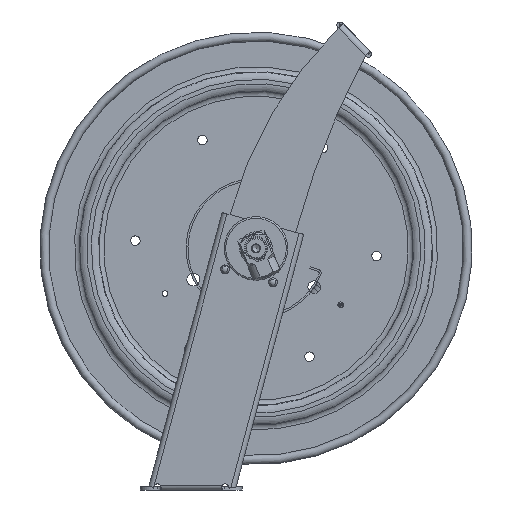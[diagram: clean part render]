
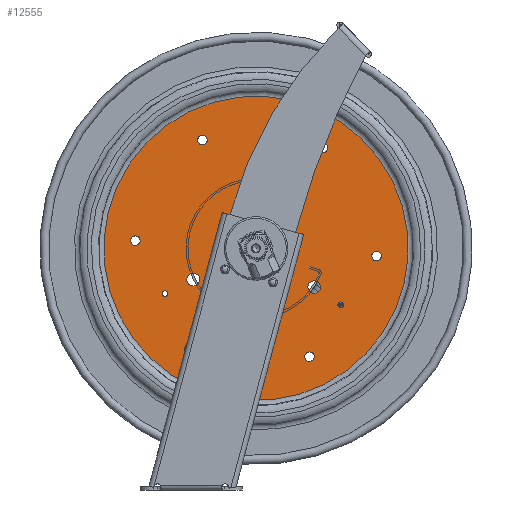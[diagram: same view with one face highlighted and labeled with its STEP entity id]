
A CAD part, left-side view. The second image highlights one B-rep face of the part: STEP entity #12555.
In plain terms, the highlighted planar face has unit normal (-1, 0, 0).
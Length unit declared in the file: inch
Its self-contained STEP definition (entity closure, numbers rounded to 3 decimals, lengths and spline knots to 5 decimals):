
#287=FACE_BOUND('',#2016,.T.);
#288=FACE_BOUND('',#2017,.T.);
#289=FACE_BOUND('',#2018,.T.);
#290=FACE_BOUND('',#2019,.T.);
#291=FACE_BOUND('',#2020,.T.);
#292=FACE_BOUND('',#2021,.T.);
#293=FACE_BOUND('',#2022,.T.);
#294=FACE_BOUND('',#2023,.T.);
#295=FACE_BOUND('',#2024,.T.);
#296=FACE_BOUND('',#2025,.T.);
#297=FACE_BOUND('',#2026,.T.);
#298=FACE_BOUND('',#2027,.T.);
#299=FACE_BOUND('',#2028,.T.);
#730=PLANE('',#13986);
#1300=FACE_OUTER_BOUND('',#2015,.T.);
#2015=EDGE_LOOP('',(#10735,#10736));
#2016=EDGE_LOOP('',(#10737));
#2017=EDGE_LOOP('',(#10738));
#2018=EDGE_LOOP('',(#10739));
#2019=EDGE_LOOP('',(#10740));
#2020=EDGE_LOOP('',(#10741));
#2021=EDGE_LOOP('',(#10742));
#2022=EDGE_LOOP('',(#10743));
#2023=EDGE_LOOP('',(#10744));
#2024=EDGE_LOOP('',(#10745));
#2025=EDGE_LOOP('',(#10746));
#2026=EDGE_LOOP('',(#10747));
#2027=EDGE_LOOP('',(#10748));
#2028=EDGE_LOOP('',(#10749));
#2852=CIRCLE('',#13941,0.25);
#2853=CIRCLE('',#13943,0.25);
#2854=CIRCLE('',#13945,0.25);
#2855=CIRCLE('',#13947,0.1095);
#2856=CIRCLE('',#13949,0.1875);
#2857=CIRCLE('',#13951,0.1875);
#2858=CIRCLE('',#13953,0.1875);
#2859=CIRCLE('',#13955,0.1875);
#2860=CIRCLE('',#13957,0.1875);
#2861=CIRCLE('',#13959,0.1875);
#2862=CIRCLE('',#13961,0.1095);
#2863=CIRCLE('',#13963,0.1095);
#2880=CIRCLE('',#13987,5.98319);
#2881=CIRCLE('',#13988,5.98319);
#2882=CIRCLE('',#13989,0.5625);
#5789=VERTEX_POINT('',#25065);
#5790=VERTEX_POINT('',#25069);
#5791=VERTEX_POINT('',#25073);
#5792=VERTEX_POINT('',#25077);
#5793=VERTEX_POINT('',#25081);
#5794=VERTEX_POINT('',#25085);
#5795=VERTEX_POINT('',#25089);
#5796=VERTEX_POINT('',#25093);
#5797=VERTEX_POINT('',#25097);
#5798=VERTEX_POINT('',#25101);
#5799=VERTEX_POINT('',#25105);
#5800=VERTEX_POINT('',#25109);
#5813=VERTEX_POINT('',#25147);
#5814=VERTEX_POINT('',#25148);
#5815=VERTEX_POINT('',#25151);
#7597=EDGE_CURVE('',#5789,#5789,#2852,.T.);
#7599=EDGE_CURVE('',#5790,#5790,#2853,.T.);
#7601=EDGE_CURVE('',#5791,#5791,#2854,.T.);
#7603=EDGE_CURVE('',#5792,#5792,#2855,.T.);
#7604=EDGE_CURVE('',#5793,#5793,#2856,.T.);
#7606=EDGE_CURVE('',#5794,#5794,#2857,.T.);
#7608=EDGE_CURVE('',#5795,#5795,#2858,.T.);
#7610=EDGE_CURVE('',#5796,#5796,#2859,.T.);
#7612=EDGE_CURVE('',#5797,#5797,#2860,.T.);
#7614=EDGE_CURVE('',#5798,#5798,#2861,.T.);
#7617=EDGE_CURVE('',#5799,#5799,#2862,.T.);
#7619=EDGE_CURVE('',#5800,#5800,#2863,.T.);
#7636=EDGE_CURVE('',#5813,#5814,#2880,.T.);
#7637=EDGE_CURVE('',#5814,#5813,#2881,.T.);
#7638=EDGE_CURVE('',#5815,#5815,#2882,.T.);
#10735=ORIENTED_EDGE('',*,*,#7636,.F.);
#10736=ORIENTED_EDGE('',*,*,#7637,.F.);
#10737=ORIENTED_EDGE('',*,*,#7638,.T.);
#10738=ORIENTED_EDGE('',*,*,#7597,.T.);
#10739=ORIENTED_EDGE('',*,*,#7599,.T.);
#10740=ORIENTED_EDGE('',*,*,#7601,.T.);
#10741=ORIENTED_EDGE('',*,*,#7603,.T.);
#10742=ORIENTED_EDGE('',*,*,#7604,.T.);
#10743=ORIENTED_EDGE('',*,*,#7606,.T.);
#10744=ORIENTED_EDGE('',*,*,#7608,.T.);
#10745=ORIENTED_EDGE('',*,*,#7610,.T.);
#10746=ORIENTED_EDGE('',*,*,#7612,.T.);
#10747=ORIENTED_EDGE('',*,*,#7614,.T.);
#10748=ORIENTED_EDGE('',*,*,#7617,.T.);
#10749=ORIENTED_EDGE('',*,*,#7619,.T.);
#12555=ADVANCED_FACE('',(#1300,#287,#288,#289,#290,#291,#292,#293,#294,
#295,#296,#297,#298,#299),#730,.T.);
#13941=AXIS2_PLACEMENT_3D('',#25067,#17346,#17347);
#13943=AXIS2_PLACEMENT_3D('',#25071,#17351,#17352);
#13945=AXIS2_PLACEMENT_3D('',#25075,#17356,#17357);
#13947=AXIS2_PLACEMENT_3D('',#25079,#17361,#17362);
#13949=AXIS2_PLACEMENT_3D('',#25082,#17365,#17366);
#13951=AXIS2_PLACEMENT_3D('',#25086,#17370,#17371);
#13953=AXIS2_PLACEMENT_3D('',#25090,#17375,#17376);
#13955=AXIS2_PLACEMENT_3D('',#25094,#17380,#17381);
#13957=AXIS2_PLACEMENT_3D('',#25098,#17385,#17386);
#13959=AXIS2_PLACEMENT_3D('',#25102,#17390,#17391);
#13961=AXIS2_PLACEMENT_3D('',#25107,#17396,#17397);
#13963=AXIS2_PLACEMENT_3D('',#25111,#17401,#17402);
#13986=AXIS2_PLACEMENT_3D('',#25146,#17447,#17448);
#13987=AXIS2_PLACEMENT_3D('',#25149,#17449,#17450);
#13988=AXIS2_PLACEMENT_3D('',#25150,#17451,#17452);
#13989=AXIS2_PLACEMENT_3D('',#25152,#17453,#17454);
#17346=DIRECTION('center_axis',(1.,0.,0.));
#17347=DIRECTION('ref_axis',(0.,-0.554,0.832));
#17351=DIRECTION('center_axis',(1.,0.,0.));
#17352=DIRECTION('ref_axis',(0.,-0.554,0.832));
#17356=DIRECTION('center_axis',(1.,0.,0.));
#17357=DIRECTION('ref_axis',(0.,-0.554,0.832));
#17361=DIRECTION('center_axis',(1.,0.,0.));
#17362=DIRECTION('ref_axis',(0.,-0.554,0.832));
#17365=DIRECTION('center_axis',(1.,0.,0.));
#17366=DIRECTION('ref_axis',(0.,0.554,-0.832));
#17370=DIRECTION('center_axis',(1.,0.,0.));
#17371=DIRECTION('ref_axis',(0.,-0.444,-0.896));
#17375=DIRECTION('center_axis',(1.,0.,0.));
#17376=DIRECTION('ref_axis',(0.,-0.998,-0.064));
#17380=DIRECTION('center_axis',(1.,0.,0.));
#17381=DIRECTION('ref_axis',(0.,-0.554,0.832));
#17385=DIRECTION('center_axis',(1.,0.,0.));
#17386=DIRECTION('ref_axis',(0.,0.444,0.896));
#17390=DIRECTION('center_axis',(1.,0.,0.));
#17391=DIRECTION('ref_axis',(0.,0.998,0.064));
#17396=DIRECTION('center_axis',(1.,0.,0.));
#17397=DIRECTION('ref_axis',(0.,0.998,0.064));
#17401=DIRECTION('center_axis',(1.,0.,0.));
#17402=DIRECTION('ref_axis',(0.,-0.444,-0.896));
#17447=DIRECTION('center_axis',(-1.,0.,0.));
#17448=DIRECTION('ref_axis',(0.,-0.832,-0.554));
#17449=DIRECTION('center_axis',(1.,0.,0.));
#17450=DIRECTION('ref_axis',(0.,-0.554,0.832));
#17451=DIRECTION('center_axis',(1.,0.,0.));
#17452=DIRECTION('ref_axis',(0.,-0.554,0.832));
#17453=DIRECTION('center_axis',(1.,0.,0.));
#17454=DIRECTION('ref_axis',(0.,-0.554,0.832));
#25065=CARTESIAN_POINT('',(-4.03498,-2.58212,12.0345));
#25067=CARTESIAN_POINT('Origin',(-4.03498,-2.72069,12.24259));
#25069=CARTESIAN_POINT('',(-4.03498,-4.69554,7.7659));
#25071=CARTESIAN_POINT('Origin',(-4.03498,-4.83411,7.97399));
#25073=CARTESIAN_POINT('',(-4.03498,0.05788,8.06993));
#25075=CARTESIAN_POINT('Origin',(-4.03498,-0.08068,
8.27801));
#25077=CARTESIAN_POINT('',(-4.03498,-5.81385,7.19002));
#25079=CARTESIAN_POINT('Origin',(-4.03498,-5.87454,7.28116));
#25081=CARTESIAN_POINT('',(-4.03498,-7.3894,9.35107));
#25082=CARTESIAN_POINT('Origin',(-4.03498,-7.28547,9.19501));
#25085=CARTESIAN_POINT('',(-4.03498,-5.09469,13.61987));
#25086=CARTESIAN_POINT('Origin',(-4.03498,-5.17788,13.45184));
#25089=CARTESIAN_POINT('',(-4.03498,-0.25045,13.76699));
#25090=CARTESIAN_POINT('Origin',(-4.03498,-0.43757,13.75502));
#25093=CARTESIAN_POINT('',(-4.03498,2.29908,9.64532));
#25094=CARTESIAN_POINT('Origin',(-4.03498,2.19516,9.80138));
#25097=CARTESIAN_POINT('',(-4.03498,0.00437,5.37652));
#25098=CARTESIAN_POINT('Origin',(-4.03498,0.08757,5.54456));
#25101=CARTESIAN_POINT('',(-4.03498,-4.83987,5.2294));
#25102=CARTESIAN_POINT('Origin',(-4.03498,-4.65275,5.24137));
#25105=CARTESIAN_POINT('',(-4.03498,-2.90975,13.48305));
#25107=CARTESIAN_POINT('Origin',(-4.03498,-2.80047,13.49004));
#25109=CARTESIAN_POINT('',(-4.03498,1.08812,7.82151));
#25111=CARTESIAN_POINT('Origin',(-4.03498,1.03954,7.72338));
#25146=CARTESIAN_POINT('Origin',(-4.03498,-4.20327,11.98824));
#25147=CARTESIAN_POINT('',(-4.03498,-5.86139,14.47828));
#25148=CARTESIAN_POINT('',(-4.03498,-7.52524,6.18197));
#25149=CARTESIAN_POINT('Origin',(-4.03498,-2.54516,9.4982));
#25150=CARTESIAN_POINT('Origin',(-4.03498,-2.54516,9.4982));
#25151=CARTESIAN_POINT('',(-4.03498,-2.23339,9.03));
#25152=CARTESIAN_POINT('Origin',(-4.03498,-2.54516,9.4982));
